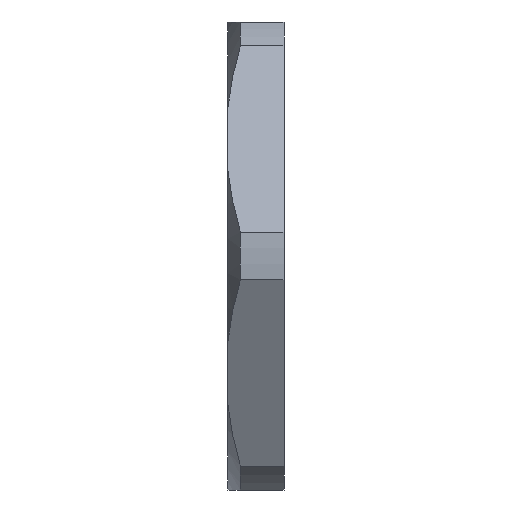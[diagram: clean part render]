
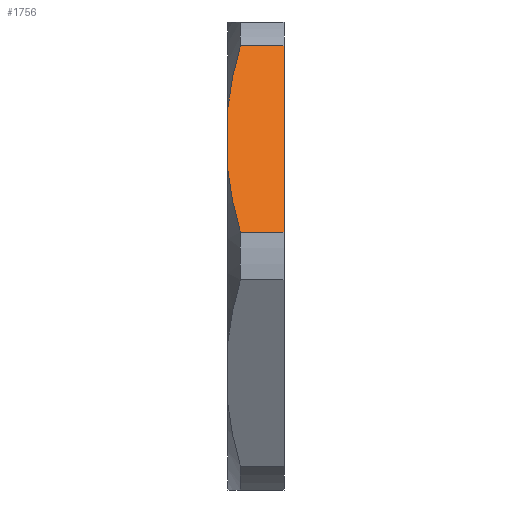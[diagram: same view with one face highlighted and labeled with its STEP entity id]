
A CAD part, left-side view. The second image highlights one B-rep face of the part: STEP entity #1756.
In plain terms, the highlighted planar face has unit normal (-0.866, 0, 0.5).
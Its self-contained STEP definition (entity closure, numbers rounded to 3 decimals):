
#14=DIRECTION('',(0.5,0.,0.866));
#15=VECTOR('',#14,26.077);
#16=CARTESIAN_POINT('',(-31.114,0.,2.908));
#17=LINE('',#16,#15);
#212=DIRECTION('',(0.,1.,0.));
#213=VECTOR('',#212,5.3);
#214=CARTESIAN_POINT('',(-18.076,0.,25.492));
#215=LINE('',#214,#213);
#238=DIRECTION('',(0.,1.,0.));
#239=VECTOR('',#238,5.3);
#240=CARTESIAN_POINT('',(-31.114,0.,2.908));
#241=LINE('',#240,#239);
#305=CARTESIAN_POINT('',(-18.076,5.3,25.492));
#306=CARTESIAN_POINT('',(-18.561,5.543,24.651));
#307=CARTESIAN_POINT('',(-19.525,5.981,22.981));
#308=CARTESIAN_POINT('',(-20.944,6.481,20.524));
#309=CARTESIAN_POINT('',(-21.888,6.712,18.888));
#310=CARTESIAN_POINT('',(-22.359,6.8,18.073));
#374=CARTESIAN_POINT('',(-26.831,6.8,10.327));
#375=CARTESIAN_POINT('',(-27.303,6.712,9.509));
#376=CARTESIAN_POINT('',(-28.25,6.48,7.87));
#377=CARTESIAN_POINT('',(-29.669,5.979,5.411));
#378=CARTESIAN_POINT('',(-30.631,5.542,3.746));
#379=CARTESIAN_POINT('',(-31.114,5.3,2.908));
#381=DIRECTION('',(0.5,0.,0.866));
#382=VECTOR('',#381,8.945);
#383=CARTESIAN_POINT('',(-26.831,6.8,10.327));
#384=LINE('',#383,#382);
#1520=CARTESIAN_POINT('',(-31.114,0.,2.908));
#1521=CARTESIAN_POINT('',(-18.076,0.,25.492));
#1522=VERTEX_POINT('',#1520);
#1523=VERTEX_POINT('',#1521);
#1556=CARTESIAN_POINT('',(-31.114,5.3,2.908));
#1557=VERTEX_POINT('',#1556);
#1558=CARTESIAN_POINT('',(-18.076,5.3,25.492));
#1559=VERTEX_POINT('',#1558);
#1568=VERTEX_POINT('',#310);
#1574=CARTESIAN_POINT('',(-26.831,6.8,10.327));
#1575=VERTEX_POINT('',#1574);
#1738=CARTESIAN_POINT('',(-16.397,6.8,28.4));
#1739=DIRECTION('',(0.866,0.,-0.5));
#1740=DIRECTION('',(-0.5,0.,-0.866));
#1741=AXIS2_PLACEMENT_3D('',#1738,#1739,#1740);
#1742=PLANE('',#1741);
#1743=ORIENTED_EDGE('',*,*,#1665,.F.);
#1745=ORIENTED_EDGE('',*,*,#1744,.T.);
#1747=ORIENTED_EDGE('',*,*,#1746,.F.);
#1749=ORIENTED_EDGE('',*,*,#1748,.T.);
#1751=ORIENTED_EDGE('',*,*,#1750,.F.);
#1753=ORIENTED_EDGE('',*,*,#1752,.F.);
#1754=EDGE_LOOP('',(#1743,#1745,#1747,#1749,#1751,#1753));
#1755=FACE_OUTER_BOUND('',#1754,.F.);
#1756=ADVANCED_FACE('',(#1755),#1742,.F.);
#311=B_SPLINE_CURVE_WITH_KNOTS('',3,(#305,#306,#307,#308,#309,#310),
.UNSPECIFIED.,.F.,.F.,(4,1,1,4),(0.,0.333,0.667,1.),
.UNSPECIFIED.);
#380=B_SPLINE_CURVE_WITH_KNOTS('',3,(#374,#375,#376,#377,#378,#379),
.UNSPECIFIED.,.F.,.F.,(4,1,1,4),(0.,0.333,0.667,1.),
.UNSPECIFIED.);
#1665=EDGE_CURVE('',#1522,#1523,#17,.T.);
#1744=EDGE_CURVE('',#1522,#1557,#241,.T.);
#1746=EDGE_CURVE('',#1575,#1557,#380,.T.);
#1748=EDGE_CURVE('',#1575,#1568,#384,.T.);
#1750=EDGE_CURVE('',#1559,#1568,#311,.T.);
#1752=EDGE_CURVE('',#1523,#1559,#215,.T.);
